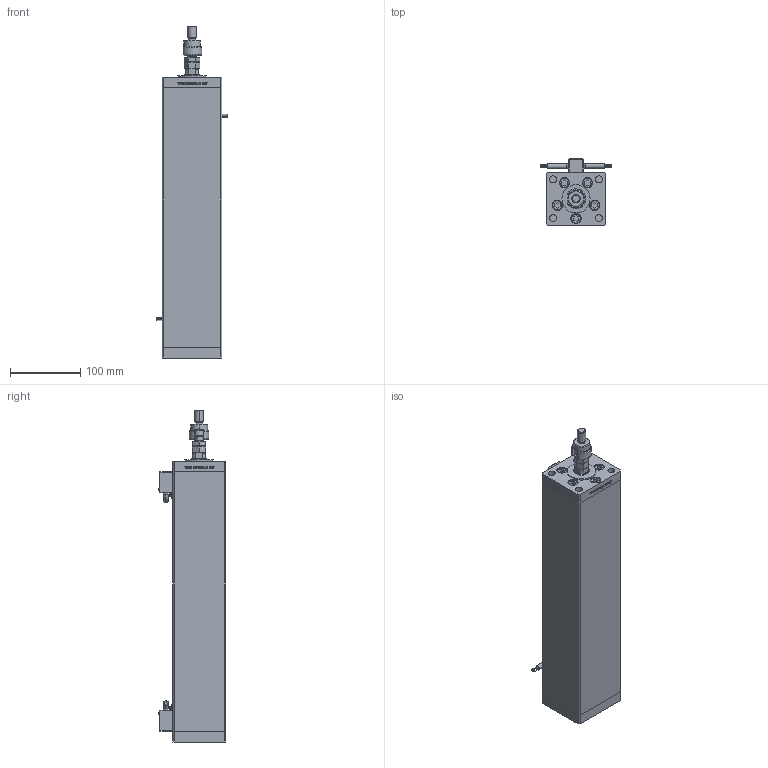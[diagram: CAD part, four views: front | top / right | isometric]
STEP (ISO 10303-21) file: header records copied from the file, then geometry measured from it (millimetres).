
FILE_DESCRIPTION (( 'STEP AP203' ), '1' );
FILE_NAME ('bec8.STEP', '2022-05-10T09:37:39', ( '' ), ( '' ), 'SwSTEP 2.0', 'SolidWorks 2019', '' );
FILE_SCHEMA (( 'CONFIG_CONTROL_DESIGN' ));
Length unit declared in the file: millimetre
Products named in the file (10): V220C_FRONT_B ea64af9fb3c808515f18796ee9af6169; ALLEN BOLT ea64af9fb3c808515f18796ee9af6169; V220C BACK_B ea64af9fb3c808515f18796ee9af6169; FEMALE_PART_FOR_DFA ea64af9fb3c808515f18796ee9af6169; DFA ea64af9fb3c808515f18796ee9af6169; bec8; V220C_VC_B ea64af9fb3c808515f18796ee9af6169; Magnetic_Switch_MSU4 ea64af9fb3c808515f18796ee9af6169; MFA ea64af9fb3c808515f18796ee9af6169; V220C_B MIDDLE ea64af9fb3c808515f18796ee9af6169
Assembly tree (19 placements, depth 3):
  bec8
    V220C_B MIDDLE ea64af9fb3c808515f18796ee9af6169
    V220C BACK_B ea64af9fb3c808515f18796ee9af6169
    V220C_FRONT_B ea64af9fb3c808515f18796ee9af6169
    V220C_VC_B ea64af9fb3c808515f18796ee9af6169
    Magnetic_Switch_MSU4 ea64af9fb3c808515f18796ee9af6169  x2
    ALLEN BOLT ea64af9fb3c808515f18796ee9af6169  x10
    DFA ea64af9fb3c808515f18796ee9af6169
      FEMALE_PART_FOR_DFA ea64af9fb3c808515f18796ee9af6169
      MFA ea64af9fb3c808515f18796ee9af6169
Bounding box: 101.6 x 95.1 x 471 mm (x, y, z)
Volume: 2232613.5 mm3; surface area: 296470.6 mm2
Topology: 18 solids, 20 shells, 1472 faces, 3597 edges, 2317 vertices
Faces by surface type: plane 568, bspline 484, cylinder 250, cone 90, torus 56, sphere 24
Entity records: 58002 total; most frequent: CARTESIAN_POINT 31543, ORIENTED_EDGE 5888, DIRECTION 3748, EDGE_CURVE 2944, VERTEX_POINT 1928, LINE 1482, VECTOR 1482, EDGE_LOOP 1356
